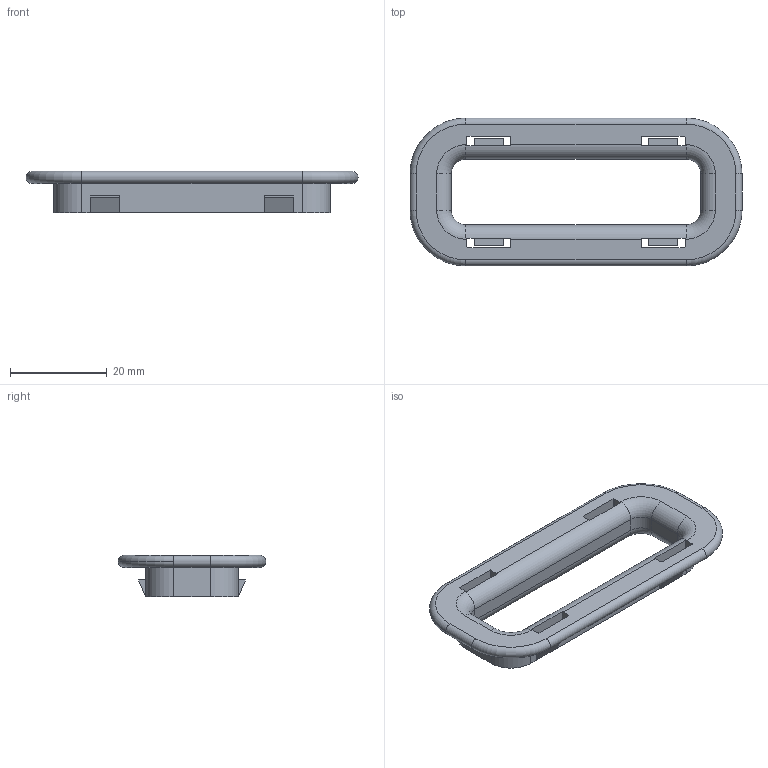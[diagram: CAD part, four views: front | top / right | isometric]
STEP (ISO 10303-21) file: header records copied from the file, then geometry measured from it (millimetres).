
FILE_DESCRIPTION((''),'2;1');
FILE_NAME('6066712','2012-10-05T',('AndreasKeweloh'),(''),'PRO/ENGINEER BY PARAMETRIC TECHNOLOGY CORPORATION, 2012230','PRO/ENGINEER BY PARAMETRIC TECHNOLOGY CORPORATION, 2012230','');
FILE_SCHEMA(('CONFIG_CONTROL_DESIGN'));
Length unit declared in the file: millimetre
Products named in the file (1): 6066712
Bounding box: 68.5 x 30.5 x 8.5 mm (x, y, z)
Volume: 4735.9 mm3; surface area: 4584.4 mm2
Topology: 1 solids, 1 shells, 87 faces, 249 edges, 156 vertices
Faces by surface type: plane 46, cylinder 27, torus 14
Entity records: 2883 total; most frequent: DIRECTION 505, ORIENTED_EDGE 498, CARTESIAN_POINT 492, EDGE_CURVE 249, AXIS2_PLACEMENT_3D 169, VECTOR 167, LINE 167, VERTEX_POINT 156
